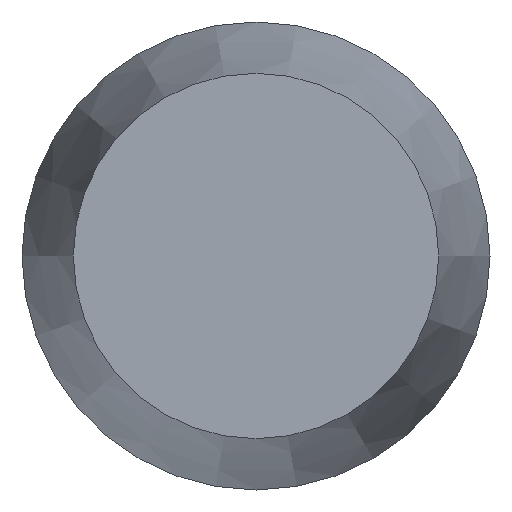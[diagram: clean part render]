
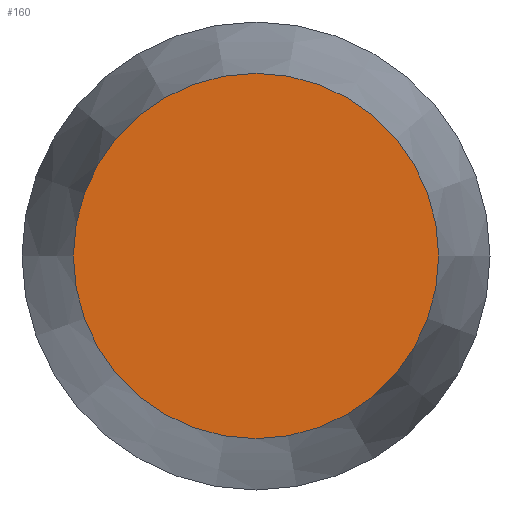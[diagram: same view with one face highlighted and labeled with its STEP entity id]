
A CAD part, left-side view. The second image highlights one B-rep face of the part: STEP entity #160.
In plain terms, the highlighted planar face has unit normal (-1, 0, 0).
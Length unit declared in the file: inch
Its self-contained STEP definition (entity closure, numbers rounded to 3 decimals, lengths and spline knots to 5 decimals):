
#18=PLANE('',#190);
#35=FACE_OUTER_BOUND('',#47,.T.);
#47=EDGE_LOOP('',(#127));
#77=CIRCLE('',#191,0.61454);
#89=VERTEX_POINT('',#279);
#103=EDGE_CURVE('',#89,#89,#77,.T.);
#127=ORIENTED_EDGE('',*,*,#103,.F.);
#160=ADVANCED_FACE('',(#35),#18,.T.);
#190=AXIS2_PLACEMENT_3D('',#278,#225,#226);
#191=AXIS2_PLACEMENT_3D('',#280,#227,#228);
#225=DIRECTION('center_axis',(-1.,0.,0.));
#226=DIRECTION('ref_axis',(0.,0.,1.));
#227=DIRECTION('center_axis',(1.,0.,0.));
#228=DIRECTION('ref_axis',(0.,0.,-1.));
#278=CARTESIAN_POINT('Origin',(-1.815,0.61454,0.));
#279=CARTESIAN_POINT('',(-1.815,-0.61454,0.));
#280=CARTESIAN_POINT('Origin',(-1.815,0.,0.));
